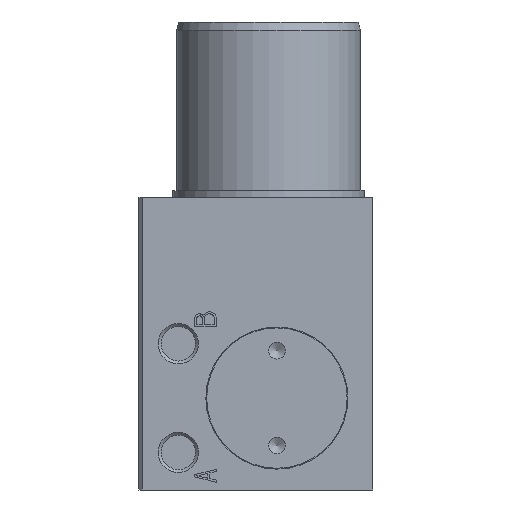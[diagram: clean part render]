
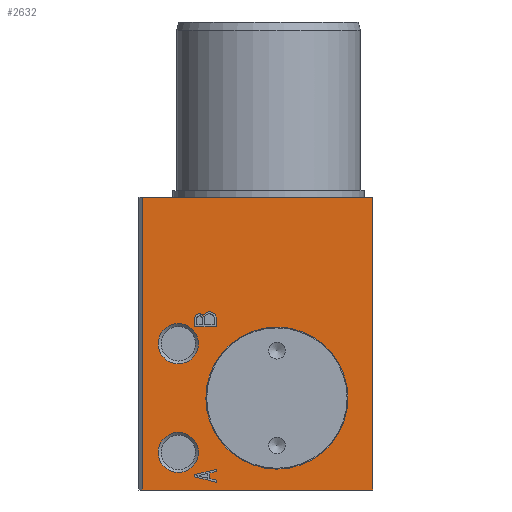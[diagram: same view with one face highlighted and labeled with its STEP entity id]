
A CAD part, left-side view. The second image highlights one B-rep face of the part: STEP entity #2632.
In plain terms, the highlighted face is planar.
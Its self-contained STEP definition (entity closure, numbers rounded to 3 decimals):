
#357=CIRCLE('',#2788,0.565);
#358=CIRCLE('',#2789,0.806);
#359=CIRCLE('',#2790,8.5);
#360=CIRCLE('',#2791,2.4);
#361=CIRCLE('',#2792,2.4);
#362=CIRCLE('',#2793,2.4);
#363=CIRCLE('',#2794,2.4);
#455=VERTEX_POINT('',#3713);
#456=VERTEX_POINT('',#3714);
#457=VERTEX_POINT('',#3716);
#458=VERTEX_POINT('',#3718);
#459=VERTEX_POINT('',#3719);
#460=VERTEX_POINT('',#3721);
#461=VERTEX_POINT('',#3722);
#462=VERTEX_POINT('',#3725);
#463=VERTEX_POINT('',#3726);
#464=VERTEX_POINT('',#3728);
#465=VERTEX_POINT('',#3729);
#466=VERTEX_POINT('',#3732);
#467=VERTEX_POINT('',#3733);
#468=VERTEX_POINT('',#3735);
#469=VERTEX_POINT('',#3737);
#470=VERTEX_POINT('',#3740);
#471=VERTEX_POINT('',#3741);
#472=VERTEX_POINT('',#3744);
#473=VERTEX_POINT('',#3745);
#474=VERTEX_POINT('',#3747);
#475=VERTEX_POINT('',#3749);
#476=VERTEX_POINT('',#3751);
#477=VERTEX_POINT('',#3753);
#478=VERTEX_POINT('',#3755);
#479=VERTEX_POINT('',#3757);
#703=VECTOR('',#3049,1.);
#704=VECTOR('',#3050,1.);
#705=VECTOR('',#3055,1.);
#706=VECTOR('',#3062,1.);
#707=VECTOR('',#3063,1.);
#708=VECTOR('',#3064,1.);
#709=VECTOR('',#3065,1.);
#710=VECTOR('',#3070,1.);
#711=VECTOR('',#3071,1.);
#712=VECTOR('',#3072,1.);
#713=VECTOR('',#3073,1.);
#714=VECTOR('',#3074,1.);
#715=VECTOR('',#3075,1.);
#716=VECTOR('',#3076,1.);
#717=VECTOR('',#3077,1.);
#935=LINE('',#3712,#703);
#936=LINE('',#3715,#704);
#937=LINE('',#3723,#705);
#938=LINE('',#3731,#706);
#939=LINE('',#3734,#707);
#940=LINE('',#3736,#708);
#941=LINE('',#3738,#709);
#942=LINE('',#3743,#710);
#943=LINE('',#3746,#711);
#944=LINE('',#3748,#712);
#945=LINE('',#3750,#713);
#946=LINE('',#3752,#714);
#947=LINE('',#3754,#715);
#948=LINE('',#3756,#716);
#949=LINE('',#3758,#717);
#1167=EDGE_CURVE('',#455,#456,#935,.T.);
#1168=EDGE_CURVE('',#457,#455,#936,.T.);
#1169=EDGE_CURVE('',#458,#457,#357,.T.);
#1170=EDGE_CURVE('',#459,#458,#357,.T.);
#1171=EDGE_CURVE('',#460,#459,#358,.T.);
#1172=EDGE_CURVE('',#461,#460,#358,.T.);
#1173=EDGE_CURVE('',#456,#461,#937,.T.);
#1174=EDGE_CURVE('',#462,#463,#359,.T.);
#1175=EDGE_CURVE('',#463,#462,#359,.T.);
#1176=EDGE_CURVE('',#464,#465,#360,.T.);
#1177=EDGE_CURVE('',#465,#464,#361,.T.);
#1178=EDGE_CURVE('',#466,#467,#938,.T.);
#1179=EDGE_CURVE('',#468,#467,#939,.T.);
#1180=EDGE_CURVE('',#469,#468,#940,.T.);
#1181=EDGE_CURVE('',#469,#466,#941,.T.);
#1182=EDGE_CURVE('',#470,#471,#362,.T.);
#1183=EDGE_CURVE('',#471,#470,#363,.T.);
#1184=EDGE_CURVE('',#472,#473,#942,.T.);
#1185=EDGE_CURVE('',#473,#474,#943,.T.);
#1186=EDGE_CURVE('',#474,#475,#944,.T.);
#1187=EDGE_CURVE('',#475,#476,#945,.T.);
#1188=EDGE_CURVE('',#476,#477,#946,.T.);
#1189=EDGE_CURVE('',#477,#478,#947,.T.);
#1190=EDGE_CURVE('',#478,#479,#948,.T.);
#1191=EDGE_CURVE('',#479,#472,#949,.T.);
#1528=ORIENTED_EDGE('',*,*,#1167,.F.);
#1529=ORIENTED_EDGE('',*,*,#1168,.F.);
#1530=ORIENTED_EDGE('',*,*,#1169,.F.);
#1531=ORIENTED_EDGE('',*,*,#1170,.F.);
#1532=ORIENTED_EDGE('',*,*,#1171,.F.);
#1533=ORIENTED_EDGE('',*,*,#1172,.F.);
#1534=ORIENTED_EDGE('',*,*,#1173,.F.);
#1535=ORIENTED_EDGE('',*,*,#1174,.T.);
#1536=ORIENTED_EDGE('',*,*,#1175,.T.);
#1537=ORIENTED_EDGE('',*,*,#1176,.F.);
#1538=ORIENTED_EDGE('',*,*,#1177,.F.);
#1539=ORIENTED_EDGE('',*,*,#1178,.T.);
#1540=ORIENTED_EDGE('',*,*,#1179,.F.);
#1541=ORIENTED_EDGE('',*,*,#1180,.F.);
#1542=ORIENTED_EDGE('',*,*,#1181,.T.);
#1543=ORIENTED_EDGE('',*,*,#1182,.F.);
#1544=ORIENTED_EDGE('',*,*,#1183,.F.);
#1545=ORIENTED_EDGE('',*,*,#1184,.T.);
#1546=ORIENTED_EDGE('',*,*,#1185,.T.);
#1547=ORIENTED_EDGE('',*,*,#1186,.T.);
#1548=ORIENTED_EDGE('',*,*,#1187,.T.);
#1549=ORIENTED_EDGE('',*,*,#1188,.T.);
#1550=ORIENTED_EDGE('',*,*,#1189,.T.);
#1551=ORIENTED_EDGE('',*,*,#1190,.T.);
#1552=ORIENTED_EDGE('',*,*,#1191,.T.);
#2250=EDGE_LOOP('',(#1528,#1529,#1530,#1531,#1532,#1533,#1534));
#2251=EDGE_LOOP('',(#1535,#1536));
#2252=EDGE_LOOP('',(#1537,#1538));
#2253=EDGE_LOOP('',(#1539,#1540,#1541,#1542));
#2254=EDGE_LOOP('',(#1543,#1544));
#2255=EDGE_LOOP('',(#1545,#1546,#1547,#1548,#1549,#1550,#1551,#1552));
#2441=FACE_BOUND('',#2250,.T.);
#2442=FACE_BOUND('',#2251,.T.);
#2443=FACE_BOUND('',#2252,.T.);
#2444=FACE_BOUND('',#2253,.T.);
#2445=FACE_BOUND('',#2254,.T.);
#2446=FACE_BOUND('',#2255,.T.);
#2632=ADVANCED_FACE('',(#2441,#2442,#2443,#2444,#2445,#2446),#4452,.F.);
#2787=AXIS2_PLACEMENT_3D('',#3711,#3048,$);
#2788=AXIS2_PLACEMENT_3D('',#3717,#3051,#3052);
#2789=AXIS2_PLACEMENT_3D('',#3720,#3053,#3054);
#2790=AXIS2_PLACEMENT_3D('',#3724,#3056,#3057);
#2791=AXIS2_PLACEMENT_3D('',#3727,#3058,#3059);
#2792=AXIS2_PLACEMENT_3D('',#3730,#3060,#3061);
#2793=AXIS2_PLACEMENT_3D('',#3739,#3066,#3067);
#2794=AXIS2_PLACEMENT_3D('',#3742,#3068,#3069);
#3048=DIRECTION('',(0.,0.,1.));
#3049=DIRECTION('',(0.,-1.,0.));
#3050=DIRECTION('',(1.,0.,0.));
#3051=DIRECTION('',(0.,0.,-1.));
#3052=DIRECTION('',(-0.565,0.,0.));
#3053=DIRECTION('',(0.,0.,-1.));
#3054=DIRECTION('',(-0.806,0.,0.));
#3055=DIRECTION('',(-1.,0.,0.));
#3056=DIRECTION('',(0.,0.,1.));
#3057=DIRECTION('',(8.5,0.,0.));
#3058=DIRECTION('',(0.,0.,-1.));
#3059=DIRECTION('',(2.4,0.,0.));
#3060=DIRECTION('',(0.,0.,-1.));
#3061=DIRECTION('',(2.4,0.,0.));
#3062=DIRECTION('',(0.,1.,0.));
#3063=DIRECTION('',(-1.,0.,0.));
#3064=DIRECTION('',(0.,1.,0.));
#3065=DIRECTION('',(-1.,0.,0.));
#3066=DIRECTION('',(0.,0.,-1.));
#3067=DIRECTION('',(2.4,0.,0.));
#3068=DIRECTION('',(0.,0.,-1.));
#3069=DIRECTION('',(2.4,0.,0.));
#3070=DIRECTION('',(-0.243,-0.97,0.));
#3071=DIRECTION('',(1.,0.,0.));
#3072=DIRECTION('',(0.217,0.976,0.));
#3073=DIRECTION('',(1.,0.,0.));
#3074=DIRECTION('',(0.217,-0.976,0.));
#3075=DIRECTION('',(1.,0.,0.));
#3076=DIRECTION('',(-0.243,0.97,0.));
#3077=DIRECTION('',(-1.,0.,0.));
#3711=CARTESIAN_POINT('',(17.5,8.,-37.5));
#3712=CARTESIAN_POINT('',(-2.02,29.34,-37.5));
#3713=CARTESIAN_POINT('',(-2.02,29.34,-37.5));
#3714=CARTESIAN_POINT('',(-2.02,26.74,-37.5));
#3715=CARTESIAN_POINT('',(-3.06,29.34,-37.5));
#3716=CARTESIAN_POINT('',(-3.06,29.34,-37.5));
#3717=CARTESIAN_POINT('',(-3.017,28.777,-37.5));
#3718=CARTESIAN_POINT('',(-3.582,28.777,-37.5));
#3719=CARTESIAN_POINT('',(-3.32,28.3,-37.5));
#3720=CARTESIAN_POINT('',(-3.034,27.546,-37.5));
#3721=CARTESIAN_POINT('',(-3.84,27.546,-37.5));
#3722=CARTESIAN_POINT('',(-3.06,26.74,-37.5));
#3723=CARTESIAN_POINT('',(-2.02,26.74,-37.5));
#3724=CARTESIAN_POINT('',(6.5,19.5,-37.5));
#3725=CARTESIAN_POINT('',(15.,19.5,-37.5));
#3726=CARTESIAN_POINT('',(-2.,19.5,-37.5));
#3727=CARTESIAN_POINT('',(0.,31.3,-37.5));
#3728=CARTESIAN_POINT('',(-2.4,31.3,-37.5));
#3729=CARTESIAN_POINT('',(2.4,31.3,-37.5));
#3730=CARTESIAN_POINT('',(0.,31.3,-37.5));
#3731=CARTESIAN_POINT('',(-17.5,8.,-37.5));
#3732=CARTESIAN_POINT('',(-17.5,8.,-37.5));
#3733=CARTESIAN_POINT('',(-17.5,35.6,-37.5));
#3734=CARTESIAN_POINT('',(17.5,35.6,-37.5));
#3735=CARTESIAN_POINT('',(17.5,35.6,-37.5));
#3736=CARTESIAN_POINT('',(17.5,8.,-37.5));
#3737=CARTESIAN_POINT('',(17.5,8.,-37.5));
#3738=CARTESIAN_POINT('',(17.5,8.,-37.5));
#3739=CARTESIAN_POINT('',(13.,31.3,-37.5));
#3740=CARTESIAN_POINT('',(10.6,31.3,-37.5));
#3741=CARTESIAN_POINT('',(15.4,31.3,-37.5));
#3742=CARTESIAN_POINT('',(13.,31.3,-37.5));
#3743=CARTESIAN_POINT('',(15.67,29.34,-37.5));
#3744=CARTESIAN_POINT('',(15.67,29.34,-37.5));
#3745=CARTESIAN_POINT('',(15.02,26.74,-37.5));
#3746=CARTESIAN_POINT('',(15.02,26.74,-37.5));
#3747=CARTESIAN_POINT('',(15.28,26.74,-37.5));
#3748=CARTESIAN_POINT('',(15.28,26.74,-37.5));
#3749=CARTESIAN_POINT('',(15.453,27.52,-37.5));
#3750=CARTESIAN_POINT('',(15.453,27.52,-37.5));
#3751=CARTESIAN_POINT('',(16.147,27.52,-37.5));
#3752=CARTESIAN_POINT('',(16.147,27.52,-37.5));
#3753=CARTESIAN_POINT('',(16.32,26.74,-37.5));
#3754=CARTESIAN_POINT('',(16.32,26.74,-37.5));
#3755=CARTESIAN_POINT('',(16.58,26.74,-37.5));
#3756=CARTESIAN_POINT('',(16.58,26.74,-37.5));
#3757=CARTESIAN_POINT('',(15.93,29.34,-37.5));
#3758=CARTESIAN_POINT('',(15.93,29.34,-37.5));
#4452=PLANE('',#2787);
